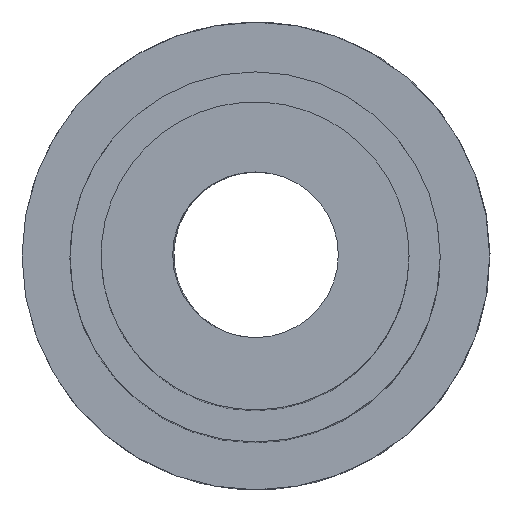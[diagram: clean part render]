
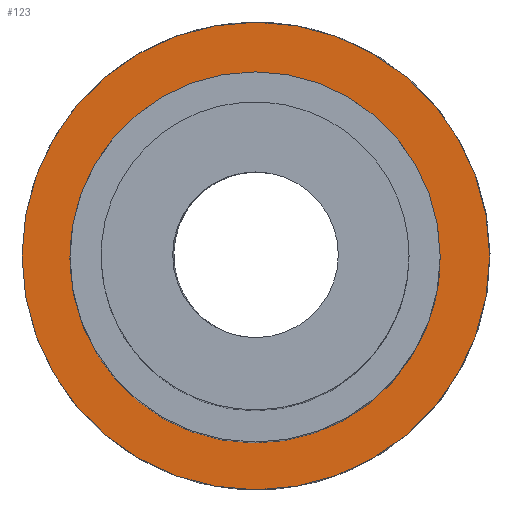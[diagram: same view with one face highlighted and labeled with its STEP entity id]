
A CAD part, front view. The second image highlights one B-rep face of the part: STEP entity #123.
In plain terms, the highlighted face is planar.
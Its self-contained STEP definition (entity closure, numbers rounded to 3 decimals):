
#43=FACE_BOUND('',#60,.T.);
#47=ELLIPSE('',#151,4.75,4.75);
#51=FACE_OUTER_BOUND('',#59,.T.);
#59=EDGE_LOOP('',(#95));
#60=EDGE_LOOP('',(#96));
#71=CIRCLE('',#150,6.);
#75=VERTEX_POINT('',#229);
#76=VERTEX_POINT('',#231);
#83=EDGE_CURVE('',#75,#75,#71,.T.);
#84=EDGE_CURVE('',#76,#76,#47,.T.);
#95=ORIENTED_EDGE('',*,*,#83,.F.);
#96=ORIENTED_EDGE('',*,*,#84,.F.);
#119=PLANE('',#149);
#123=ADVANCED_FACE('',(#51,#43),#119,.F.);
#149=AXIS2_PLACEMENT_3D('',#228,#179,#180);
#150=AXIS2_PLACEMENT_3D('',#230,#181,#182);
#151=AXIS2_PLACEMENT_3D('',#232,#183,#184);
#179=DIRECTION('center_axis',(-0.003,1.,-0.007));
#180=DIRECTION('ref_axis',(-1.,-0.003,0.));
#181=DIRECTION('center_axis',(-0.003,1.,-0.007));
#182=DIRECTION('ref_axis',(-1.,-0.003,0.));
#183=DIRECTION('center_axis',(0.003,-1.,0.007));
#184=DIRECTION('ref_axis',(0.383,0.008,0.924));
#228=CARTESIAN_POINT('Origin',(243.62,-50.714,161.703));
#229=CARTESIAN_POINT('',(249.62,-50.695,161.703));
#230=CARTESIAN_POINT('Origin',(243.62,-50.714,161.703));
#231=CARTESIAN_POINT('',(238.89,-50.728,161.75));
#232=CARTESIAN_POINT('Origin',(243.64,-50.713,161.75));
